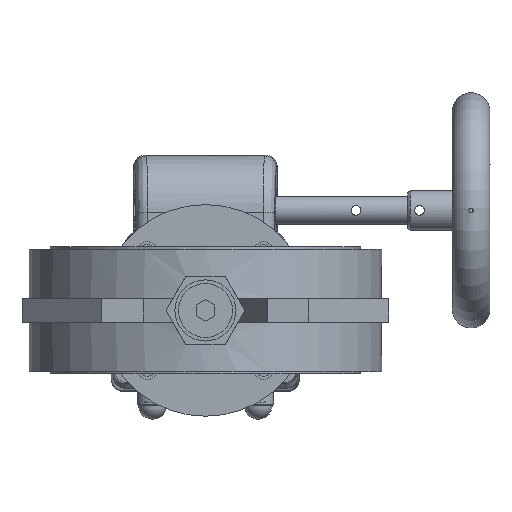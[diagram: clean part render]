
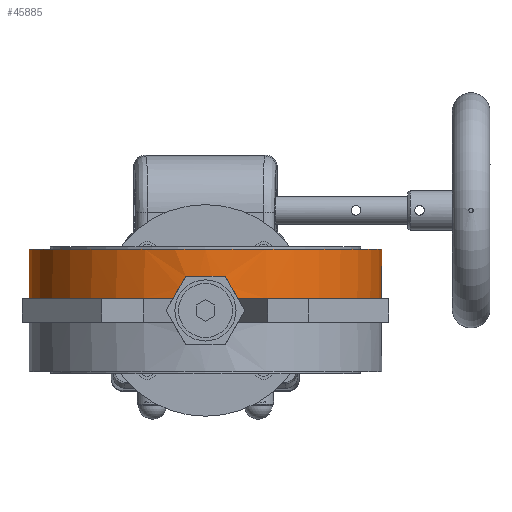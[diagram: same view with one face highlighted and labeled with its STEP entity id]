
A CAD part, front view. The second image highlights one B-rep face of the part: STEP entity #45885.
In plain terms, the highlighted cylindrical face has radius 75 mm (diameter 150 mm), a full revolution.
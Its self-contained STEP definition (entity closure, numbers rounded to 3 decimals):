
#3586=CIRCLE('',#50269,75.);
#3587=CIRCLE('',#50270,75.);
#3588=CIRCLE('',#50272,75.);
#3589=CIRCLE('',#50274,75.);
#3590=CIRCLE('',#50275,75.);
#3591=CIRCLE('',#50276,75.);
#4149=CYLINDRICAL_SURFACE('',#50268,75.);
#6695=LINE('',#155887,#9861);
#6696=LINE('',#155899,#9862);
#6697=LINE('',#155903,#9863);
#9861=VECTOR('',#61102,75.);
#9862=VECTOR('',#61113,1000.);
#9863=VECTOR('',#61116,1000.);
#11070=ELLIPSE('',#50271,150.,75.);
#11071=ELLIPSE('',#50273,150.,75.);
#13334=FACE_OUTER_BOUND('',#16151,.T.);
#16151=EDGE_LOOP('',(#40397,#40398,#40399,#40400,#40401,#40402,#40403,#40404,
#40405,#40406,#40407,#40408));
#21644=VERTEX_POINT('',#155884);
#21645=VERTEX_POINT('',#155886);
#21646=VERTEX_POINT('',#155888);
#21647=VERTEX_POINT('',#155890);
#21648=VERTEX_POINT('',#155892);
#21649=VERTEX_POINT('',#155894);
#21650=VERTEX_POINT('',#155896);
#21651=VERTEX_POINT('',#155898);
#21652=VERTEX_POINT('',#155900);
#21653=VERTEX_POINT('',#155902);
#28014=EDGE_CURVE('',#21644,#21644,#3586,.T.);
#28015=EDGE_CURVE('',#21644,#21645,#6695,.T.);
#28016=EDGE_CURVE('',#21645,#21646,#3587,.T.);
#28017=EDGE_CURVE('',#21646,#21647,#11070,.T.);
#28018=EDGE_CURVE('',#21647,#21648,#3588,.T.);
#28019=EDGE_CURVE('',#21648,#21649,#11071,.T.);
#28020=EDGE_CURVE('',#21649,#21650,#3589,.T.);
#28021=EDGE_CURVE('',#21651,#21650,#6696,.T.);
#28022=EDGE_CURVE('',#21651,#21652,#3590,.T.);
#28023=EDGE_CURVE('',#21652,#21653,#6697,.T.);
#28024=EDGE_CURVE('',#21653,#21645,#3591,.T.);
#40397=ORIENTED_EDGE('',*,*,#28014,.F.);
#40398=ORIENTED_EDGE('',*,*,#28015,.T.);
#40399=ORIENTED_EDGE('',*,*,#28016,.T.);
#40400=ORIENTED_EDGE('',*,*,#28017,.T.);
#40401=ORIENTED_EDGE('',*,*,#28018,.T.);
#40402=ORIENTED_EDGE('',*,*,#28019,.T.);
#40403=ORIENTED_EDGE('',*,*,#28020,.T.);
#40404=ORIENTED_EDGE('',*,*,#28021,.F.);
#40405=ORIENTED_EDGE('',*,*,#28022,.T.);
#40406=ORIENTED_EDGE('',*,*,#28023,.T.);
#40407=ORIENTED_EDGE('',*,*,#28024,.T.);
#40408=ORIENTED_EDGE('',*,*,#28015,.F.);
#45885=ADVANCED_FACE('',(#13334),#4149,.T.);
#50268=AXIS2_PLACEMENT_3D('',#155883,#61098,#61099);
#50269=AXIS2_PLACEMENT_3D('',#155885,#61100,#61101);
#50270=AXIS2_PLACEMENT_3D('',#155889,#61103,#61104);
#50271=AXIS2_PLACEMENT_3D('',#155891,#61105,#61106);
#50272=AXIS2_PLACEMENT_3D('',#155893,#61107,#61108);
#50273=AXIS2_PLACEMENT_3D('',#155895,#61109,#61110);
#50274=AXIS2_PLACEMENT_3D('',#155897,#61111,#61112);
#50275=AXIS2_PLACEMENT_3D('',#155901,#61114,#61115);
#50276=AXIS2_PLACEMENT_3D('',#155904,#61117,#61118);
#61098=DIRECTION('center_axis',(0.,0.,1.));
#61099=DIRECTION('ref_axis',(1.,0.,0.));
#61100=DIRECTION('center_axis',(0.,0.,1.));
#61101=DIRECTION('ref_axis',(1.,0.,0.));
#61102=DIRECTION('',(0.,0.,-1.));
#61103=DIRECTION('center_axis',(0.,0.,1.));
#61104=DIRECTION('ref_axis',(1.,0.,0.));
#61105=DIRECTION('center_axis',(-0.866,0.,
0.5));
#61106=DIRECTION('ref_axis',(0.5,0.,0.866));
#61107=DIRECTION('center_axis',(0.,0.,1.));
#61108=DIRECTION('ref_axis',(-1.,0.,0.));
#61109=DIRECTION('center_axis',(0.866,0.,
0.5));
#61110=DIRECTION('ref_axis',(0.5,0.,-0.866));
#61111=DIRECTION('center_axis',(0.,0.,1.));
#61112=DIRECTION('ref_axis',(1.,0.,0.));
#61113=DIRECTION('',(0.,0.,-1.));
#61114=DIRECTION('center_axis',(0.,0.,1.));
#61115=DIRECTION('ref_axis',(-1.,0.,0.));
#61116=DIRECTION('',(0.,0.,-1.));
#61117=DIRECTION('center_axis',(0.,0.,1.));
#61118=DIRECTION('ref_axis',(1.,0.,0.));
#155883=CARTESIAN_POINT('Origin',(0.,0.,115.101));
#155884=CARTESIAN_POINT('',(-75.,0.,26.));
#155885=CARTESIAN_POINT('Origin',(0.,0.,26.));
#155886=CARTESIAN_POINT('',(-75.,0.,5.));
#155887=CARTESIAN_POINT('',(-75.,0.,115.101));
#155888=CARTESIAN_POINT('',(-13.856,-73.709,5.));
#155889=CARTESIAN_POINT('Origin',(0.,0.,5.));
#155890=CARTESIAN_POINT('',(-8.372,-74.531,14.5));
#155891=CARTESIAN_POINT('Origin',(0.,0.,
29.));
#155892=CARTESIAN_POINT('',(8.372,-74.531,14.5));
#155893=CARTESIAN_POINT('Origin',(0.,0.,14.5));
#155894=CARTESIAN_POINT('',(13.856,-73.709,5.));
#155895=CARTESIAN_POINT('Origin',(0.,0.,
29.));
#155896=CARTESIAN_POINT('',(17.,73.048,5.));
#155897=CARTESIAN_POINT('Origin',(0.,0.,5.));
#155898=CARTESIAN_POINT('',(17.,73.048,14.5));
#155899=CARTESIAN_POINT('',(17.,73.048,14.5));
#155900=CARTESIAN_POINT('',(-17.,73.048,14.5));
#155901=CARTESIAN_POINT('Origin',(0.,0.,14.5));
#155902=CARTESIAN_POINT('',(-17.,73.048,5.));
#155903=CARTESIAN_POINT('',(-17.,73.048,14.5));
#155904=CARTESIAN_POINT('Origin',(0.,0.,5.));
